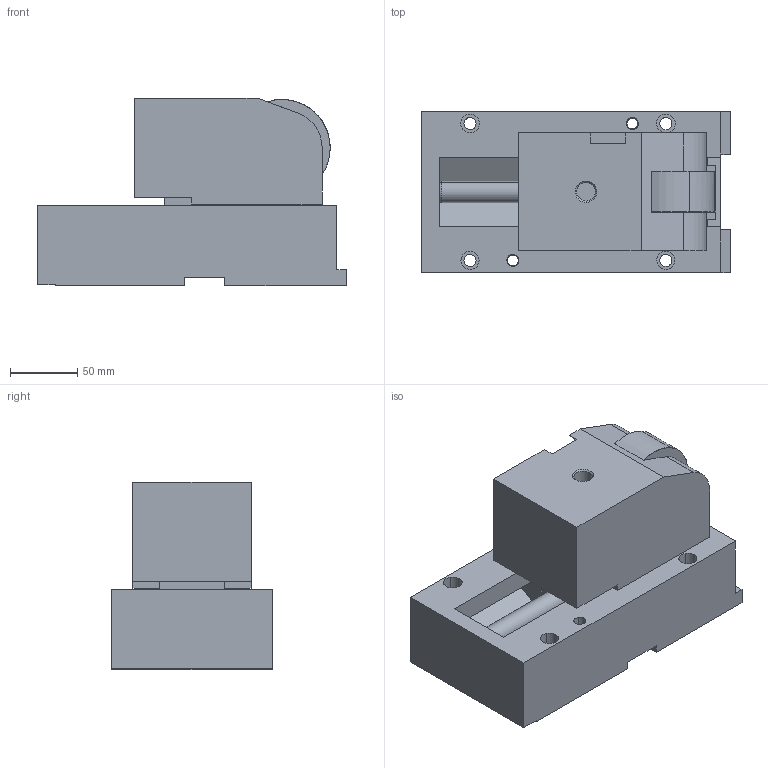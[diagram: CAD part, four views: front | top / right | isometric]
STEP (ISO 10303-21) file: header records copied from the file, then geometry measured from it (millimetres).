
FILE_DESCRIPTION(('CATIA V5 STEP Exchange'),'2;1');
FILE_NAME('CRCS-05000-80.stp','2014-01-22T14:18:47+00:00',('none'),('none'),'CATIA Version 5 Release 19 SP 2 (IN-10)','CATIA V5 STEP AP203','none');
FILE_SCHEMA(('CONFIG_CONTROL_DESIGN'));
Length unit declared in the file: millimetre
Products named in the file (1): CRCS-05000-80
Bounding box: 230 x 120 x 140 mm (x, y, z)
Volume: 2242463.4 mm3; surface area: 259137.5 mm2
Topology: 3 solids, 34 shells, 303 faces, 679 edges, 442 vertices
Faces by surface type: plane 147, cylinder 120, cone 29, torus 7
Entity records: 7694 total; most frequent: CARTESIAN_POINT 1520, ORIENTED_EDGE 1330, DIRECTION 988, EDGE_CURVE 665, AXIS2_PLACEMENT_3D 443, VERTEX_POINT 442, VECTOR 372, LINE 372
